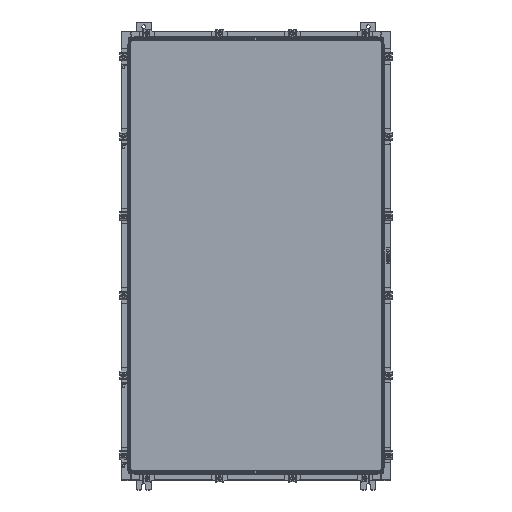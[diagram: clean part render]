
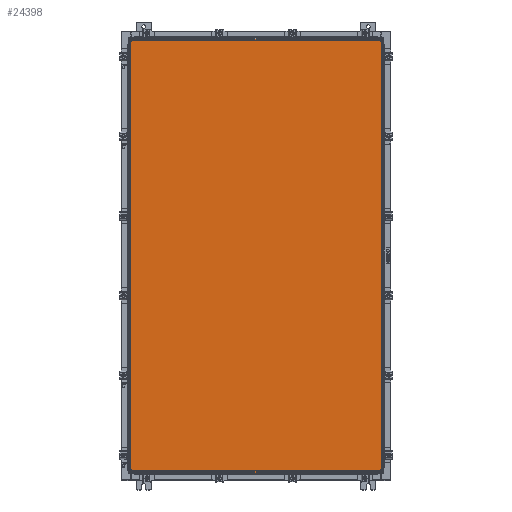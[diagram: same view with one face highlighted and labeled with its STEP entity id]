
A CAD part, top view. The second image highlights one B-rep face of the part: STEP entity #24398.
In plain terms, the highlighted planar face has unit normal (0, 0, 1).
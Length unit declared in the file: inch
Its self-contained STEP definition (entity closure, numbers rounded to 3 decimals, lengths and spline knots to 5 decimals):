
#285 = DIRECTION ( 'NONE',  ( 0., -1., 0. ) ) ;
#476 = ORIENTED_EDGE ( 'NONE', *, *, #16790, .T. ) ;
#2296 = CARTESIAN_POINT ( 'NONE',  ( 16.9903, 29.0063, 0. ) ) ;
#2673 = EDGE_CURVE ( 'NONE', #3582, #8824, #25720, .T. ) ;
#3081 = VERTEX_POINT ( 'NONE', #13873 ) ;
#3582 = VERTEX_POINT ( 'NONE', #10084 ) ;
#4057 = AXIS2_PLACEMENT_3D ( 'NONE', #19864, #24164, #11387 ) ;
#4143 = VERTEX_POINT ( 'NONE', #4274 ) ;
#4274 = CARTESIAN_POINT ( 'NONE',  ( -16.9903, 29.0063, 0. ) ) ;
#4949 = PLANE ( 'NONE',  #4057 ) ;
#5004 = VECTOR ( 'NONE', #15043, 39.37008 ) ;
#6049 = ORIENTED_EDGE ( 'NONE', *, *, #23195, .T. ) ;
#6284 = DIRECTION ( 'NONE',  ( 1., 0., 0. ) ) ;
#6355 = DIRECTION ( 'NONE',  ( 0., 1., 0. ) ) ;
#7999 = VECTOR ( 'NONE', #285, 39.37008 ) ;
#8824 = VERTEX_POINT ( 'NONE', #16260 ) ;
#10084 = CARTESIAN_POINT ( 'NONE',  ( 16.9903, -29.0063, 0. ) ) ;
#11387 = DIRECTION ( 'NONE',  ( -1., 0., 0. ) ) ;
#13873 = CARTESIAN_POINT ( 'NONE',  ( -16.9903, -29.0063, 0. ) ) ;
#14957 = FACE_OUTER_BOUND ( 'NONE', #20002, .T. ) ;
#15043 = DIRECTION ( 'NONE',  ( -1., 0., 0. ) ) ;
#15853 = EDGE_CURVE ( 'NONE', #3081, #3582, #20408, .T. ) ;
#16260 = CARTESIAN_POINT ( 'NONE',  ( 16.9903, 29.0063, 0. ) ) ;
#16790 = EDGE_CURVE ( 'NONE', #4143, #3081, #25030, .T. ) ;
#19864 = CARTESIAN_POINT ( 'NONE',  ( 0., 0., 0. ) ) ;
#20002 = EDGE_LOOP ( 'NONE', ( #23598, #24857, #6049, #476 ) ) ;
#20034 = VECTOR ( 'NONE', #6355, 39.37008 ) ;
#20408 = LINE ( 'NONE', #21228, #25414 ) ;
#21228 = CARTESIAN_POINT ( 'NONE',  ( -16.9903, -29.0063, 0. ) ) ;
#21374 = LINE ( 'NONE', #2296, #5004 ) ;
#23195 = EDGE_CURVE ( 'NONE', #8824, #4143, #21374, .T. ) ;
#23598 = ORIENTED_EDGE ( 'NONE', *, *, #15853, .T. ) ;
#24164 = DIRECTION ( 'NONE',  ( 0., 0., -1. ) ) ;
#24398 = ADVANCED_FACE ( 'NONE', ( #14957 ), #4949, .F. ) ;
#24857 = ORIENTED_EDGE ( 'NONE', *, *, #2673, .T. ) ;
#25030 = LINE ( 'NONE', #25814, #7999 ) ;
#25414 = VECTOR ( 'NONE', #6284, 39.37008 ) ;
#25585 = CARTESIAN_POINT ( 'NONE',  ( 16.9903, -29.0063, 0. ) ) ;
#25720 = LINE ( 'NONE', #25585, #20034 ) ;
#25814 = CARTESIAN_POINT ( 'NONE',  ( -16.9903, 29.0063, 0. ) ) ;
